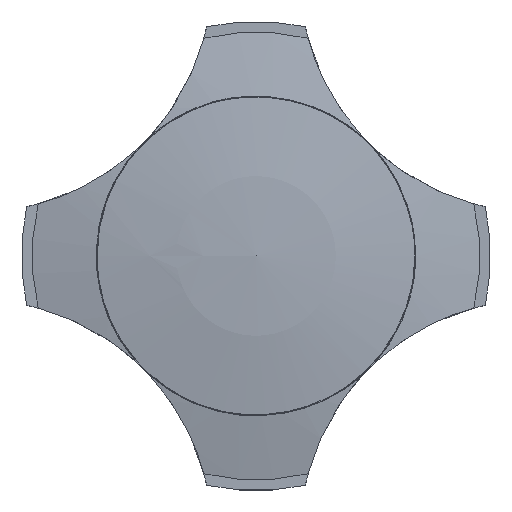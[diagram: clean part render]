
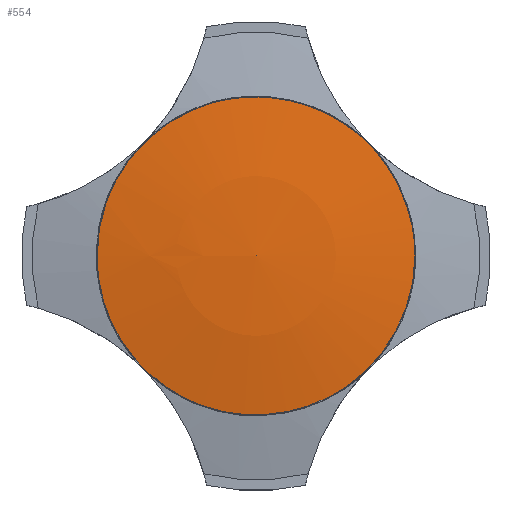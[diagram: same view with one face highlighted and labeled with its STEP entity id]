
A CAD part, top view. The second image highlights one B-rep face of the part: STEP entity #554.
In plain terms, the highlighted spherical face has radius 20.786 mm.
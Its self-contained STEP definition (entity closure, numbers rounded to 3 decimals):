
#32=SPHERICAL_SURFACE('',#627,20.786);
#84=FACE_OUTER_BOUND('',#115,.T.);
#115=EDGE_LOOP('',(#506,#507,#508,#509));
#161=B_SPLINE_CURVE_WITH_KNOTS('',3,(#1603,#1604,#1605,#1606,#1607,#1608,
#1609),.UNSPECIFIED.,.F.,.F.,(4,1,1,1,4),(-2.117,-1.815,
-1.512,-1.21,-1.058),.UNSPECIFIED.);
#162=B_SPLINE_CURVE_WITH_KNOTS('',3,(#1610,#1611,#1612,#1613,#1614,#1615,
#1616),.UNSPECIFIED.,.F.,.F.,(4,1,1,1,4),(-1.058,-0.907,
-0.605,-0.302,0.),.UNSPECIFIED.);
#196=CIRCLE('',#628,20.786);
#200=VERTEX_POINT('',#786);
#256=VERTEX_POINT('',#1602);
#257=VERTEX_POINT('',#1620);
#340=EDGE_CURVE('',#200,#256,#161,.T.);
#341=EDGE_CURVE('',#256,#200,#162,.T.);
#343=EDGE_CURVE('',#257,#256,#196,.T.);
#506=ORIENTED_EDGE('',*,*,#341,.F.);
#507=ORIENTED_EDGE('',*,*,#343,.F.);
#508=ORIENTED_EDGE('',*,*,#343,.T.);
#509=ORIENTED_EDGE('',*,*,#340,.F.);
#554=ADVANCED_FACE('',(#84),#32,.T.);
#627=AXIS2_PLACEMENT_3D('',#1619,#754,#755);
#628=AXIS2_PLACEMENT_3D('',#1621,#756,#757);
#754=DIRECTION('center_axis',(0.,0.,1.));
#755=DIRECTION('ref_axis',(1.,0.,0.));
#756=DIRECTION('center_axis',(0.,-1.,0.));
#757=DIRECTION('ref_axis',(-1.,0.,0.));
#786=CARTESIAN_POINT('',(3.389,-0.001,0.372));
#1602=CARTESIAN_POINT('',(-3.385,0.,0.372));
#1603=CARTESIAN_POINT('Ctrl Pts',(3.387,-0.003,
0.372));
#1604=CARTESIAN_POINT('Ctrl Pts',(3.386,-1.01,0.372));
#1605=CARTESIAN_POINT('Ctrl Pts',(2.424,-3.024,0.372));
#1606=CARTESIAN_POINT('Ctrl Pts',(-0.862,-3.781,
0.372));
#1607=CARTESIAN_POINT('Ctrl Pts',(-3.056,-2.035,0.372));
#1608=CARTESIAN_POINT('Ctrl Pts',(-3.384,-0.509,
0.372));
#1609=CARTESIAN_POINT('Ctrl Pts',(-3.383,0.,
0.372));
#1610=CARTESIAN_POINT('Ctrl Pts',(-3.387,0.,
0.372));
#1611=CARTESIAN_POINT('Ctrl Pts',(-3.386,0.508,0.372));
#1612=CARTESIAN_POINT('Ctrl Pts',(-3.057,2.033,0.372));
#1613=CARTESIAN_POINT('Ctrl Pts',(-0.867,3.787,0.372));
#1614=CARTESIAN_POINT('Ctrl Pts',(2.421,3.033,0.372));
#1615=CARTESIAN_POINT('Ctrl Pts',(3.39,1.008,0.372));
#1616=CARTESIAN_POINT('Ctrl Pts',(3.39,0.,
0.372));
#1619=CARTESIAN_POINT('Origin',(0.,0.,-20.136));
#1620=CARTESIAN_POINT('',(0.,0.,0.65));
#1621=CARTESIAN_POINT('Origin',(0.,0.,-20.136));
